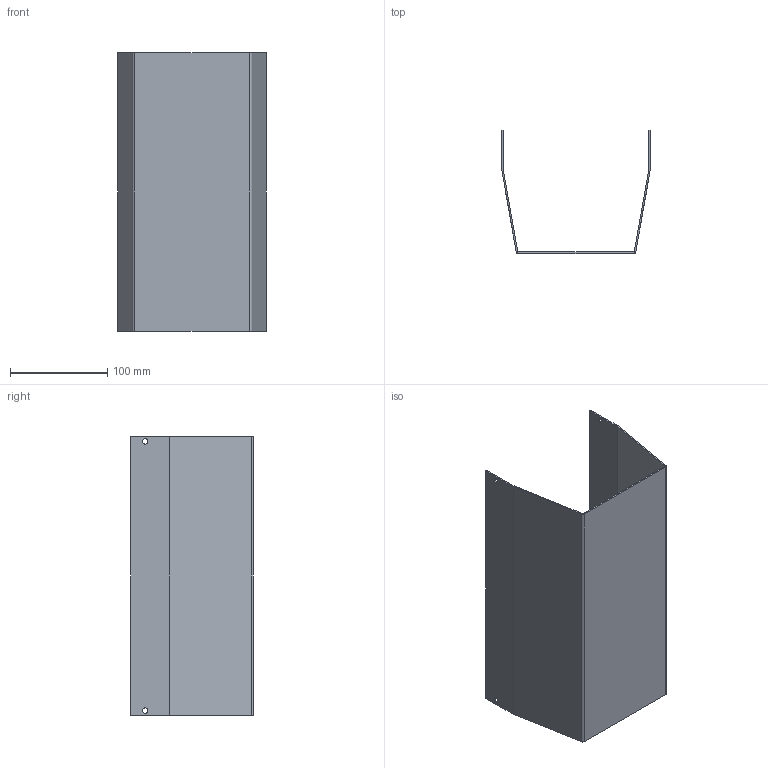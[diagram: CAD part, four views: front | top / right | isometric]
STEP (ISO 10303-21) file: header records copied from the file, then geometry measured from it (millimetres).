
FILE_DESCRIPTION(/* description */ ('Kryt centrálního pohonu'),/* implementation_level */ '2;1');
FILE_NAME(/* name */ '904524.stp',/* time_stamp */ '2013-12-08T23:16:08+01:00',/* author */ ('PC'),/* organization */ (''),/* preprocessor_version */ 'ST-DEVELOPER v15.2',/* originating_system */ 'Autodesk Inventor 2014',/* authorisation */ '');
FILE_SCHEMA (('AUTOMOTIVE_DESIGN { 1 0 10303 214 3 1 1 }'));
Length unit declared in the file: millimetre
Products named in the file (1): 904524
Bounding box: 153 x 126.5 x 287 mm (x, y, z)
Volume: 161044 mm3; surface area: 216813 mm2
Topology: 1 solids, 1 shells, 25 faces, 71 edges, 48 vertices
Faces by surface type: plane 14, cylinder 11
Full cylindrical faces by diameter (mm): 5.5 x4
Entity records: 822 total; most frequent: DIRECTION 139, CARTESIAN_POINT 137, ORIENTED_EDGE 130, EDGE_CURVE 65, AXIS2_PLACEMENT_3D 48, VERTEX_POINT 46, LINE 43, VECTOR 43
